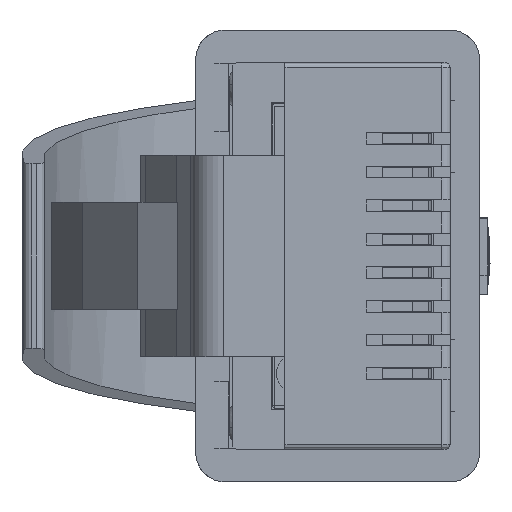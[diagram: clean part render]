
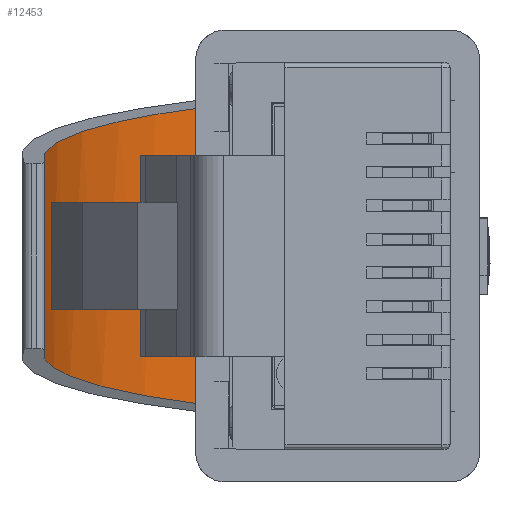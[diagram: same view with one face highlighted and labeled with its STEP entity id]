
A CAD part, left-side view. The second image highlights one B-rep face of the part: STEP entity #12453.
In plain terms, the highlighted cylindrical face has radius 12.7 mm (diameter 25.4 mm), a partial arc.
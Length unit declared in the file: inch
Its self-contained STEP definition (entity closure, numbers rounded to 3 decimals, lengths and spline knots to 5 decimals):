
#429 = EDGE_LOOP ( 'NONE', ( #23355, #9835, #26228, #9945 ) ) ;
#977 = CARTESIAN_POINT ( 'NONE',  ( -0.12265, 0.34896, 0.39906 ) ) ;
#1012 = CARTESIAN_POINT ( 'NONE',  ( -0.14362, 0.3363, 0.26482 ) ) ;
#1144 = DIRECTION ( 'NONE',  ( -1., 0., 0. ) ) ;
#1486 = VECTOR ( 'NONE', #2809, 39.37008 ) ;
#1509 = CARTESIAN_POINT ( 'NONE',  ( 0.16223, 0.27309, 0.14571 ) ) ;
#2809 = DIRECTION ( 'NONE',  ( -1., 0., 0. ) ) ;
#3159 = LINE ( 'NONE', #10502, #20121 ) ;
#3166 = CARTESIAN_POINT ( 'NONE',  ( 0.17562, 0.169, 0.06 ) ) ;
#3279 = CARTESIAN_POINT ( 'NONE',  ( 0.185, -0.14884, 0.44598 ) ) ;
#4130 = DIRECTION ( 'NONE',  ( -1., 0., 0. ) ) ;
#6021 = AXIS2_PLACEMENT_3D ( 'NONE', #3279, #1144, #14249 ) ;
#6566 = EDGE_CURVE ( 'NONE', #23871, #14538, #13903, .T. ) ;
#7597 = CARTESIAN_POINT ( 'NONE',  ( 0.14362, 0.3363, 0.26482 ) ) ;
#9835 = ORIENTED_EDGE ( 'NONE', *, *, #6566, .F. ) ;
#9945 = ORIENTED_EDGE ( 'NONE', *, *, #28442, .T. ) ;
#10502 = CARTESIAN_POINT ( 'NONE',  ( 0.185, 0.34896, 0.39906 ) ) ;
#11679 = CARTESIAN_POINT ( 'NONE',  ( 0.185, 0.169, 0.06 ) ) ;
#11721 = CARTESIAN_POINT ( 'NONE',  ( -0.16223, 0.27309, 0.14571 ) ) ;
#12453 = ADVANCED_FACE ( 'NONE', ( #16605 ), #25296, .F. ) ;
#13903 = LINE ( 'NONE', #11679, #1486 ) ;
#14249 = DIRECTION ( 'NONE',  ( 0., 0., 1. ) ) ;
#14538 = VERTEX_POINT ( 'NONE', #15084 ) ;
#15084 = CARTESIAN_POINT ( 'NONE',  ( -0.17563, 0.169, 0.06 ) ) ;
#15751 = VERTEX_POINT ( 'NONE', #22029 ) ;
#16483 = CARTESIAN_POINT ( 'NONE',  ( -0.12265, 0.34896, 0.39906 ) ) ;
#16543 = VERTEX_POINT ( 'NONE', #977 ) ;
#16605 = FACE_OUTER_BOUND ( 'NONE', #429, .T. ) ;
#18456 = EDGE_CURVE ( 'NONE', #15751, #23871, #21856, .T. ) ;
#20121 = VECTOR ( 'NONE', #4130, 39.37008 ) ;
#21856 =( BOUNDED_CURVE ( )  B_SPLINE_CURVE ( 3, ( #25333, #7597, #1509, #3166 ),
 .UNSPECIFIED., .F., .T. ) 
 B_SPLINE_CURVE_WITH_KNOTS ( ( 4, 4 ),
 ( 1.66477, 2.45271 ),
 .UNSPECIFIED. ) 
 CURVE ( )  GEOMETRIC_REPRESENTATION_ITEM ( )  RATIONAL_B_SPLINE_CURVE ( ( 1., 0.949, 0.949, 1. ) ) 
 REPRESENTATION_ITEM ( '' )  );
#22029 = CARTESIAN_POINT ( 'NONE',  ( 0.12265, 0.34896, 0.39906 ) ) ;
#22052 =( BOUNDED_CURVE ( )  B_SPLINE_CURVE ( 3, ( #23075, #11721, #1012, #16483 ),
 .UNSPECIFIED., .F., .F. ) 
 B_SPLINE_CURVE_WITH_KNOTS ( ( 4, 4 ),
 ( 0.68888, 1.47683 ),
 .UNSPECIFIED. ) 
 CURVE ( )  GEOMETRIC_REPRESENTATION_ITEM ( )  RATIONAL_B_SPLINE_CURVE ( ( 1., 0.949, 0.949, 1. ) ) 
 REPRESENTATION_ITEM ( '' )  );
#23075 = CARTESIAN_POINT ( 'NONE',  ( -0.17563, 0.169, 0.06 ) ) ;
#23355 = ORIENTED_EDGE ( 'NONE', *, *, #27720, .F. ) ;
#23871 = VERTEX_POINT ( 'NONE', #25053 ) ;
#25053 = CARTESIAN_POINT ( 'NONE',  ( 0.17562, 0.169, 0.06 ) ) ;
#25296 = CYLINDRICAL_SURFACE ( 'NONE', #6021, 0.5 ) ;
#25333 = CARTESIAN_POINT ( 'NONE',  ( 0.12265, 0.34896, 0.39906 ) ) ;
#26228 = ORIENTED_EDGE ( 'NONE', *, *, #18456, .F. ) ;
#27720 = EDGE_CURVE ( 'NONE', #14538, #16543, #22052, .T. ) ;
#28442 = EDGE_CURVE ( 'NONE', #15751, #16543, #3159, .T. ) ;
